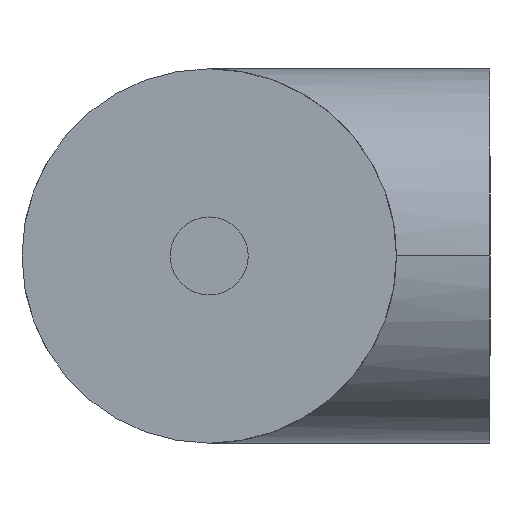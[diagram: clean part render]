
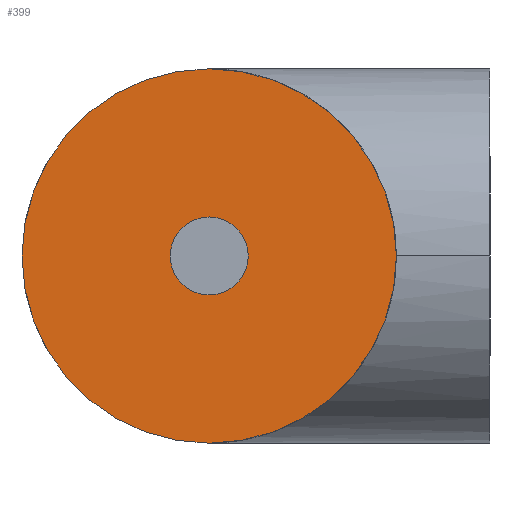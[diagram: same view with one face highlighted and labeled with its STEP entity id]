
A CAD part, left-side view. The second image highlights one B-rep face of the part: STEP entity #399.
In plain terms, the highlighted planar face has unit normal (-1, 0, 0).
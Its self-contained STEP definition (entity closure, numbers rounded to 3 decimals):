
#4 = VERTEX_POINT ( 'NONE', #480 ) ;
#15 = EDGE_CURVE ( 'NONE', #221, #421, #235, .T. ) ;
#21 = DIRECTION ( 'NONE',  ( -1., 0., 0. ) ) ;
#29 = CARTESIAN_POINT ( 'NONE',  ( -15., 6., -24. ) ) ;
#37 = FACE_OUTER_BOUND ( 'NONE', #81, .T. ) ;
#51 = ORIENTED_EDGE ( 'NONE', *, *, #288, .T. ) ;
#68 = VERTEX_POINT ( 'NONE', #300 ) ;
#71 = CARTESIAN_POINT ( 'NONE',  ( -15., 30., -24. ) ) ;
#81 = EDGE_LOOP ( 'NONE', ( #453, #331, #88, #51 ) ) ;
#88 = ORIENTED_EDGE ( 'NONE', *, *, #153, .T. ) ;
#90 = CIRCLE ( 'NONE', #193, 5. ) ;
#120 = DIRECTION ( 'NONE',  ( -1., 0., 0. ) ) ;
#124 = CIRCLE ( 'NONE', #436, 24. ) ;
#153 = EDGE_CURVE ( 'NONE', #68, #211, #124, .T. ) ;
#155 = EDGE_CURVE ( 'NONE', #4, #68, #310, .T. ) ;
#170 = AXIS2_PLACEMENT_3D ( 'NONE', #321, #201, #411 ) ;
#171 = DIRECTION ( 'NONE',  ( -1., 0., 0. ) ) ;
#173 = CARTESIAN_POINT ( 'NONE',  ( -15., 6., -29. ) ) ;
#193 = AXIS2_PLACEMENT_3D ( 'NONE', #371, #120, #505 ) ;
#201 = DIRECTION ( 'NONE',  ( -1., 0., 0. ) ) ;
#203 = CARTESIAN_POINT ( 'NONE',  ( -15., 6., -19. ) ) ;
#205 = AXIS2_PLACEMENT_3D ( 'NONE', #422, #210, #322 ) ;
#210 = DIRECTION ( 'NONE',  ( -1., 0., 0. ) ) ;
#211 = VERTEX_POINT ( 'NONE', #71 ) ;
#221 = VERTEX_POINT ( 'NONE', #203 ) ;
#227 = DIRECTION ( 'NONE',  ( 0., 0., 1. ) ) ;
#229 = VERTEX_POINT ( 'NONE', #242 ) ;
#235 = CIRCLE ( 'NONE', #325, 5. ) ;
#242 = CARTESIAN_POINT ( 'NONE',  ( -15., 6., -48. ) ) ;
#249 = EDGE_CURVE ( 'NONE', #229, #4, #524, .T. ) ;
#272 = CARTESIAN_POINT ( 'NONE',  ( -15., 6., -24. ) ) ;
#288 = EDGE_CURVE ( 'NONE', #211, #229, #479, .T. ) ;
#297 = ORIENTED_EDGE ( 'NONE', *, *, #15, .F. ) ;
#300 = CARTESIAN_POINT ( 'NONE',  ( -15., 6., 0. ) ) ;
#310 = CIRCLE ( 'NONE', #485, 24. ) ;
#316 = DIRECTION ( 'NONE',  ( -1., 0., 0. ) ) ;
#321 = CARTESIAN_POINT ( 'NONE',  ( -15., 6., -24. ) ) ;
#322 = DIRECTION ( 'NONE',  ( 0., 0., 1. ) ) ;
#325 = AXIS2_PLACEMENT_3D ( 'NONE', #272, #431, #227 ) ;
#327 = FACE_BOUND ( 'NONE', #547, .T. ) ;
#331 = ORIENTED_EDGE ( 'NONE', *, *, #155, .T. ) ;
#368 = CARTESIAN_POINT ( 'NONE',  ( -15., 6., -24. ) ) ;
#371 = CARTESIAN_POINT ( 'NONE',  ( -15., 6., -24. ) ) ;
#377 = PLANE ( 'NONE',  #205 ) ;
#391 = EDGE_CURVE ( 'NONE', #421, #221, #90, .T. ) ;
#399 = ADVANCED_FACE ( 'NONE', ( #327, #37 ), #377, .T. ) ;
#411 = DIRECTION ( 'NONE',  ( 0., 0., 1. ) ) ;
#421 = VERTEX_POINT ( 'NONE', #173 ) ;
#422 = CARTESIAN_POINT ( 'NONE',  ( -15., 0., 0. ) ) ;
#431 = DIRECTION ( 'NONE',  ( -1., 0., 0. ) ) ;
#436 = AXIS2_PLACEMENT_3D ( 'NONE', #29, #316, #527 ) ;
#443 = DIRECTION ( 'NONE',  ( 0., 0., 1. ) ) ;
#448 = AXIS2_PLACEMENT_3D ( 'NONE', #452, #171, #460 ) ;
#452 = CARTESIAN_POINT ( 'NONE',  ( -15., 6., -24. ) ) ;
#453 = ORIENTED_EDGE ( 'NONE', *, *, #249, .T. ) ;
#460 = DIRECTION ( 'NONE',  ( 0., 0., 1. ) ) ;
#479 = CIRCLE ( 'NONE', #448, 24. ) ;
#480 = CARTESIAN_POINT ( 'NONE',  ( -15., -18., -24. ) ) ;
#485 = AXIS2_PLACEMENT_3D ( 'NONE', #368, #21, #443 ) ;
#505 = DIRECTION ( 'NONE',  ( 0., 0., 1. ) ) ;
#524 = CIRCLE ( 'NONE', #170, 24. ) ;
#527 = DIRECTION ( 'NONE',  ( 0., 0., 1. ) ) ;
#532 = ORIENTED_EDGE ( 'NONE', *, *, #391, .F. ) ;
#547 = EDGE_LOOP ( 'NONE', ( #532, #297 ) ) ;
